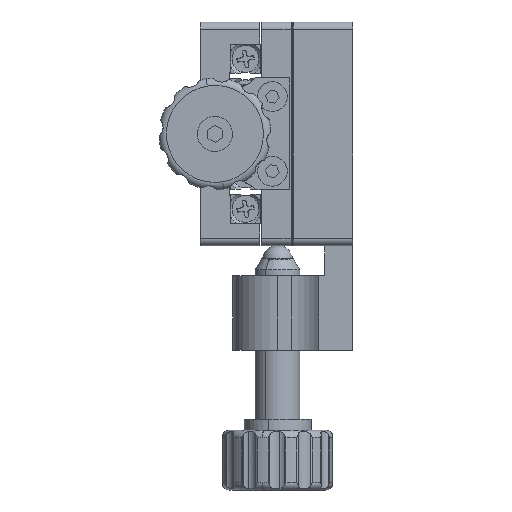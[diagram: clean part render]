
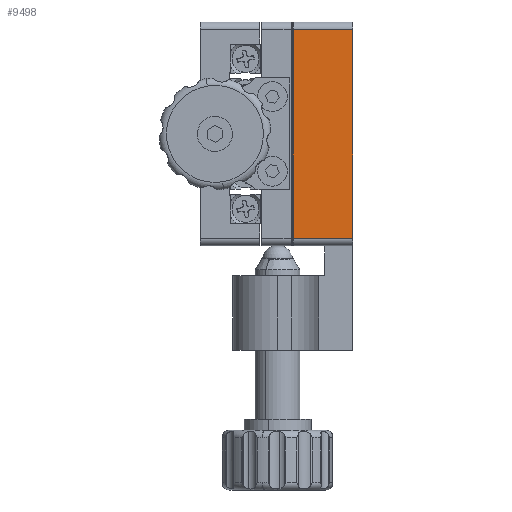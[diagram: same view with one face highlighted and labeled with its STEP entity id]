
A CAD part, left-side view. The second image highlights one B-rep face of the part: STEP entity #9498.
In plain terms, the highlighted planar face has unit normal (-1, 0, 0).
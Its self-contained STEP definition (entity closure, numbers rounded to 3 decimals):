
#357 = VECTOR ( 'NONE', #23342, 1000. ) ;
#2474 = EDGE_CURVE ( 'NONE', #39483, #46171, #34636, .T. ) ;
#4541 = ORIENTED_EDGE ( 'NONE', *, *, #9870, .T. ) ;
#5903 = EDGE_CURVE ( 'NONE', #16275, #15483, #10837, .T. ) ;
#6768 = FACE_OUTER_BOUND ( 'NONE', #39177, .T. ) ;
#6851 = CARTESIAN_POINT ( 'NONE',  ( -15., 8., 14. ) ) ;
#9498 = ADVANCED_FACE ( 'NONE', ( #6768 ), #29960, .F. ) ;
#9870 = EDGE_CURVE ( 'NONE', #16275, #39483, #43756, .T. ) ;
#10023 = LINE ( 'NONE', #21074, #37748 ) ;
#10837 = LINE ( 'NONE', #39337, #357 ) ;
#14097 = DIRECTION ( 'NONE',  ( 0., 1., 0. ) ) ;
#15483 = VERTEX_POINT ( 'NONE', #45187 ) ;
#16275 = VERTEX_POINT ( 'NONE', #19839 ) ;
#16655 = VECTOR ( 'NONE', #34988, 1000. ) ;
#19839 = CARTESIAN_POINT ( 'NONE',  ( -15., 0., 14. ) ) ;
#21074 = CARTESIAN_POINT ( 'NONE',  ( -15., 0., -14. ) ) ;
#23342 = DIRECTION ( 'NONE',  ( 0., 0., -1. ) ) ;
#25646 = EDGE_CURVE ( 'NONE', #46171, #15483, #10023, .T. ) ;
#26105 = ORIENTED_EDGE ( 'NONE', *, *, #2474, .T. ) ;
#29960 = PLANE ( 'NONE',  #31766 ) ;
#30857 = DIRECTION ( 'NONE',  ( 0., 0., -1. ) ) ;
#31766 = AXIS2_PLACEMENT_3D ( 'NONE', #33736, #33886, #14097 ) ;
#32185 = VECTOR ( 'NONE', #30857, 1000. ) ;
#33736 = CARTESIAN_POINT ( 'NONE',  ( -15., 8., 15. ) ) ;
#33886 = DIRECTION ( 'NONE',  ( 1., 0., 0. ) ) ;
#34629 = CARTESIAN_POINT ( 'NONE',  ( -15., 8., 15. ) ) ;
#34636 = LINE ( 'NONE', #34629, #32185 ) ;
#34988 = DIRECTION ( 'NONE',  ( 0., 1., 0. ) ) ;
#37748 = VECTOR ( 'NONE', #44305, 1000. ) ;
#39177 = EDGE_LOOP ( 'NONE', ( #26105, #50120, #50951, #4541 ) ) ;
#39337 = CARTESIAN_POINT ( 'NONE',  ( -15., 0., 15. ) ) ;
#39457 = CARTESIAN_POINT ( 'NONE',  ( -15., 8., 14. ) ) ;
#39483 = VERTEX_POINT ( 'NONE', #6851 ) ;
#43756 = LINE ( 'NONE', #39457, #16655 ) ;
#44305 = DIRECTION ( 'NONE',  ( 0., -1., 0. ) ) ;
#45187 = CARTESIAN_POINT ( 'NONE',  ( -15., 0., -14. ) ) ;
#46171 = VERTEX_POINT ( 'NONE', #47638 ) ;
#47638 = CARTESIAN_POINT ( 'NONE',  ( -15., 8., -14. ) ) ;
#50120 = ORIENTED_EDGE ( 'NONE', *, *, #25646, .T. ) ;
#50951 = ORIENTED_EDGE ( 'NONE', *, *, #5903, .F. ) ;
